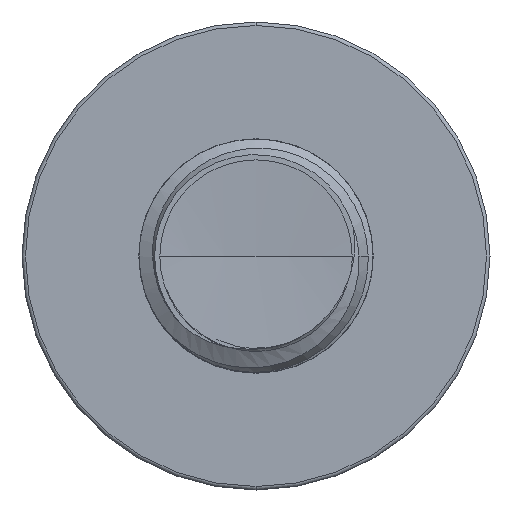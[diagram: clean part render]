
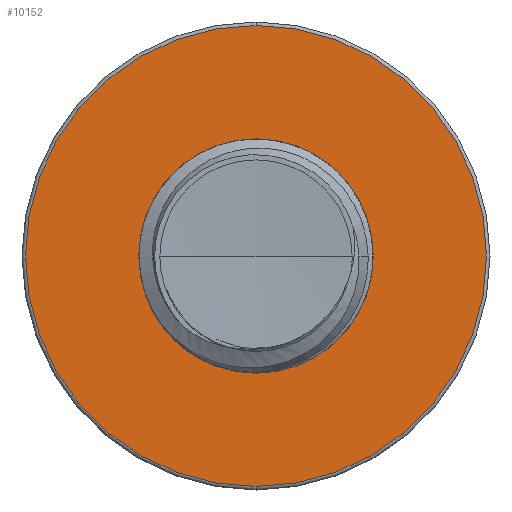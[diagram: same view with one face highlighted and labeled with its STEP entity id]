
A CAD part, front view. The second image highlights one B-rep face of the part: STEP entity #10152.
In plain terms, the highlighted planar face has unit normal (0, -1, 0).
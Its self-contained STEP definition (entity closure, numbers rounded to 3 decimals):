
#34 = DIRECTION ( 'NONE',  ( 0., -1., 0. ) ) ;
#1119 = FACE_OUTER_BOUND ( 'NONE', #2935, .T. ) ;
#1428 = AXIS2_PLACEMENT_3D ( 'NONE', #22789, #24368, #24345 ) ;
#1887 = EDGE_CURVE ( 'NONE', #12828, #18335, #16761, .T. ) ;
#1962 = AXIS2_PLACEMENT_3D ( 'NONE', #4383, #4169, #4160 ) ;
#2073 = EDGE_CURVE ( 'NONE', #9113, #22168, #17536, .T. ) ;
#2935 = EDGE_LOOP ( 'NONE', ( #3307, #26649 ) ) ;
#3307 = ORIENTED_EDGE ( 'NONE', *, *, #2073, .T. ) ;
#4160 = DIRECTION ( 'NONE',  ( 0., 0., -1. ) ) ;
#4169 = DIRECTION ( 'NONE',  ( 0., -1., 0. ) ) ;
#4194 = PLANE ( 'NONE',  #1962 ) ;
#4383 = CARTESIAN_POINT ( 'NONE',  ( 0., 10., 1.754 ) ) ;
#4812 = CARTESIAN_POINT ( 'NONE',  ( 0., 10., 0. ) ) ;
#5692 = FACE_BOUND ( 'NONE', #24873, .T. ) ;
#6833 = CARTESIAN_POINT ( 'NONE',  ( 0., 10., -1.754 ) ) ;
#7305 = DIRECTION ( 'NONE',  ( 0., 0., -1. ) ) ;
#7708 = ORIENTED_EDGE ( 'NONE', *, *, #1887, .F. ) ;
#7890 = ORIENTED_EDGE ( 'NONE', *, *, #19961, .F. ) ;
#8439 = CARTESIAN_POINT ( 'NONE',  ( 0., 10., -3.447 ) ) ;
#9113 = VERTEX_POINT ( 'NONE', #8439 ) ;
#10152 = ADVANCED_FACE ( 'NONE', ( #1119, #5692 ), #4194, .T. ) ;
#12828 = VERTEX_POINT ( 'NONE', #6833 ) ;
#13746 = DIRECTION ( 'NONE',  ( 0., -1., 0. ) ) ;
#14522 = AXIS2_PLACEMENT_3D ( 'NONE', #4812, #21701, #7305 ) ;
#16761 = CIRCLE ( 'NONE', #18046, 1.754 ) ;
#17536 = CIRCLE ( 'NONE', #1428, 3.447 ) ;
#18046 = AXIS2_PLACEMENT_3D ( 'NONE', #22472, #34, #29250 ) ;
#18143 = CARTESIAN_POINT ( 'NONE',  ( 0., 10., 1.754 ) ) ;
#18335 = VERTEX_POINT ( 'NONE', #18143 ) ;
#19961 = EDGE_CURVE ( 'NONE', #18335, #12828, #27417, .T. ) ;
#20516 = CIRCLE ( 'NONE', #14522, 3.447 ) ;
#21701 = DIRECTION ( 'NONE',  ( 0., -1., 0. ) ) ;
#22168 = VERTEX_POINT ( 'NONE', #28602 ) ;
#22472 = CARTESIAN_POINT ( 'NONE',  ( 0., 10., 0. ) ) ;
#22789 = CARTESIAN_POINT ( 'NONE',  ( 0., 10., 0. ) ) ;
#24345 = DIRECTION ( 'NONE',  ( 0., 0., -1. ) ) ;
#24368 = DIRECTION ( 'NONE',  ( 0., -1., 0. ) ) ;
#24873 = EDGE_LOOP ( 'NONE', ( #7708, #7890 ) ) ;
#25846 = EDGE_CURVE ( 'NONE', #22168, #9113, #20516, .T. ) ;
#26451 = AXIS2_PLACEMENT_3D ( 'NONE', #27173, #13746, #29028 ) ;
#26649 = ORIENTED_EDGE ( 'NONE', *, *, #25846, .T. ) ;
#27173 = CARTESIAN_POINT ( 'NONE',  ( 0., 10., 0. ) ) ;
#27417 = CIRCLE ( 'NONE', #26451, 1.754 ) ;
#28602 = CARTESIAN_POINT ( 'NONE',  ( 0., 10., 3.447 ) ) ;
#29028 = DIRECTION ( 'NONE',  ( 0., 0., -1. ) ) ;
#29250 = DIRECTION ( 'NONE',  ( 0., 0., -1. ) ) ;
